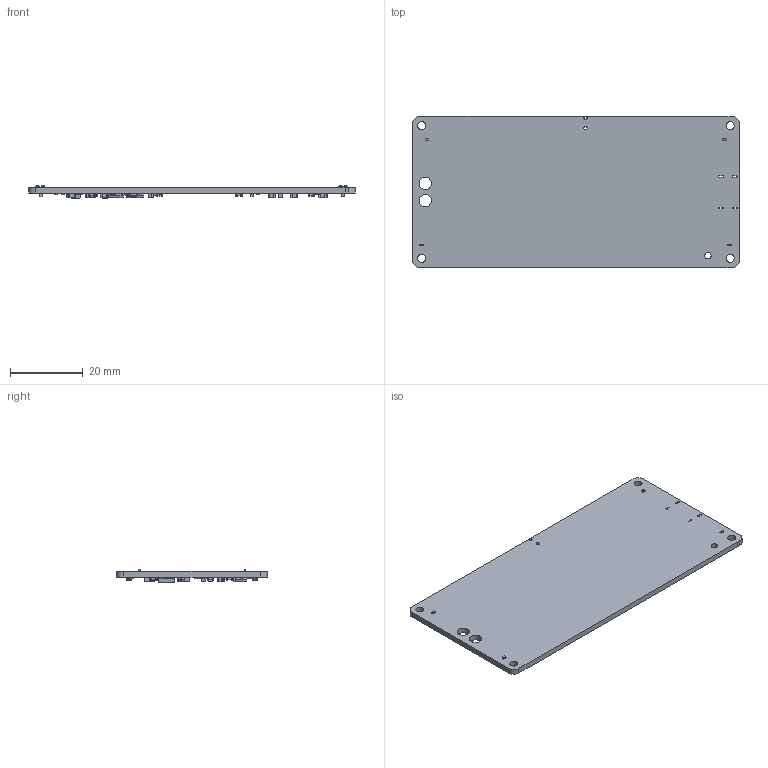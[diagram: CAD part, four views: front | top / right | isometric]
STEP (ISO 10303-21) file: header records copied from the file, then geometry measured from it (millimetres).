
FILE_DESCRIPTION(('KiCad electronic assembly'),'2;1');
FILE_NAME('bat_rf.step','2024-04-25T04:31:26',('Pcbnew'),('Kicad'), 'Open CASCADE STEP processor 7.7','KiCad to STEP converter','Unknown' );
FILE_SCHEMA(('AUTOMOTIVE_DESIGN { 1 0 10303 214 1 1 1 1 }'));
Length unit declared in the file: millimetre
Products named in the file (18): bat_rf 1; LED_0402_1005Metric; SOT-89-3; CQ assembly; C_0603_1608Metric; C_0805_2012Metric; R_0603_1608Metric; SOT-23; SOT_23; SOT-23-5; SOT_23_5; D_SOD-123; D_SOD_123; bat_rf_PCB
Assembly tree (69 placements, depth 3):
  bat_rf 1
    LED_0402_1005Metric  x5
      LED_0402_1005Metric
    SOT-89-3
      CQ assembly
    C_0603_1608Metric  x20
      C_0603_1608Metric
    C_0805_2012Metric  x11
      C_0805_2012Metric
    R_0603_1608Metric  x17
      R_0603_1608Metric
    SOT-23  x4
      SOT_23
    SOT-23-5
      SOT_23_5
    D_SOD-123
      D_SOD_123
    bat_rf_PCB
Bounding box: 89.78 x 41.5 x 3.75 mm (x, y, z)
Volume: 6000.6 mm3; surface area: 8442.9 mm2
Topology: 65 solids, 65 shells, 2121 faces, 5405 edges, 3482 vertices
Faces by surface type: plane 1311, cylinder 647, bspline 163
Full cylindrical faces by diameter (mm): 0.7 x1, 0.9 x1, 1.8 x1, 2.2 x4, 3.4 x2
Entity records: 16942 total; most frequent: CARTESIAN_POINT 2758, ORIENTED_EDGE 2316, DIRECTION 2173, EDGE_CURVE 1157, LINE 855, VECTOR 855, VERTEX_POINT 724, AXIS2_PLACEMENT_3D 659
